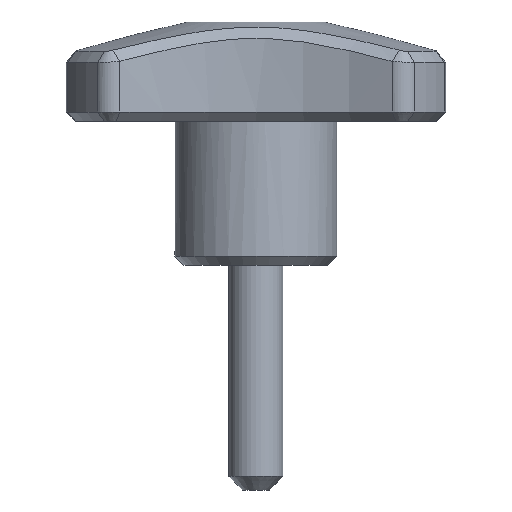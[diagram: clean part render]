
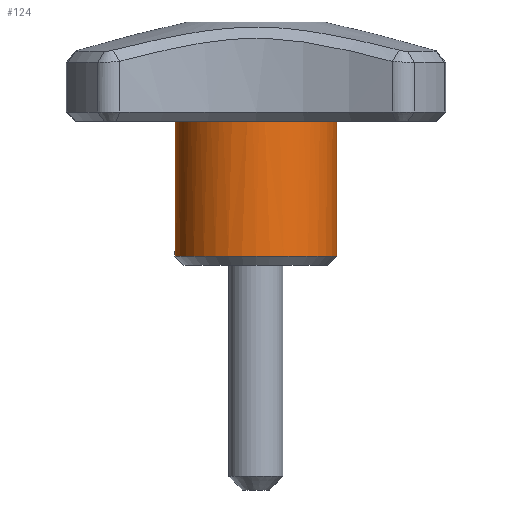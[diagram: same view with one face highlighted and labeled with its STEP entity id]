
A CAD part, front view. The second image highlights one B-rep face of the part: STEP entity #124.
In plain terms, the highlighted cylindrical face has radius 9 mm (diameter 18 mm), a full revolution.
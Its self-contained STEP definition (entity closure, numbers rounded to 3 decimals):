
#124 = ADVANCED_FACE( '', ( #286, #287 ), #288, .T. );
#286 = FACE_OUTER_BOUND( '', #504, .T. );
#287 = FACE_OUTER_BOUND( '', #505, .T. );
#288 = CYLINDRICAL_SURFACE( '', #506, 9. );
#504 = EDGE_LOOP( '', ( #891 ) );
#505 = EDGE_LOOP( '', ( #892, #893, #894, #895, #896, #897, #898, #899, #900, #901, #902, #903 ) );
#506 = AXIS2_PLACEMENT_3D( '', #904, #905, #906 );
#891 = ORIENTED_EDGE( '', *, *, #1290, .T. );
#892 = ORIENTED_EDGE( '', *, *, #1258, .F. );
#893 = ORIENTED_EDGE( '', *, *, #1291, .F. );
#894 = ORIENTED_EDGE( '', *, *, #1292, .T. );
#895 = ORIENTED_EDGE( '', *, *, #1293, .T. );
#896 = ORIENTED_EDGE( '', *, *, #1254, .F. );
#897 = ORIENTED_EDGE( '', *, *, #1294, .F. );
#898 = ORIENTED_EDGE( '', *, *, #1295, .T. );
#899 = ORIENTED_EDGE( '', *, *, #1200, .T. );
#900 = ORIENTED_EDGE( '', *, *, #1251, .F. );
#901 = ORIENTED_EDGE( '', *, *, #1296, .F. );
#902 = ORIENTED_EDGE( '', *, *, #1297, .T. );
#903 = ORIENTED_EDGE( '', *, *, #1298, .T. );
#904 = CARTESIAN_POINT( '', ( 0., 0., 57.15 ) );
#905 = DIRECTION( '', ( 0., 0., -1. ) );
#906 = DIRECTION( '', ( 1., 0., 0. ) );
#1200 = EDGE_CURVE( '', #1397, #1394, #1398, .T. );
#1251 = EDGE_CURVE( '', #1483, #1394, #1485, .T. );
#1254 = EDGE_CURVE( '', #1488, #1490, #1491, .T. );
#1258 = EDGE_CURVE( '', #1496, #1498, #1499, .T. );
#1290 = EDGE_CURVE( '', #1543, #1543, #1544, .T. );
#1291 = EDGE_CURVE( '', #1545, #1496, #1546, .T. );
#1292 = EDGE_CURVE( '', #1545, #1547, #1548, .T. );
#1293 = EDGE_CURVE( '', #1547, #1490, #1549, .T. );
#1294 = EDGE_CURVE( '', #1550, #1488, #1551, .T. );
#1295 = EDGE_CURVE( '', #1550, #1397, #1552, .T. );
#1296 = EDGE_CURVE( '', #1553, #1483, #1554, .T. );
#1297 = EDGE_CURVE( '', #1553, #1555, #1556, .T. );
#1298 = EDGE_CURVE( '', #1555, #1498, #1557, .T. );
#1394 = VERTEX_POINT( '', #1684 );
#1397 = VERTEX_POINT( '', #1687 );
#1398 = LINE( '', #1688, #1689 );
#1483 = VERTEX_POINT( '', #1962 );
#1485 = CIRCLE( '', #1964, 9. );
#1488 = VERTEX_POINT( '', #1967 );
#1490 = VERTEX_POINT( '', #1969 );
#1491 = CIRCLE( '', #1970, 9. );
#1496 = VERTEX_POINT( '', #1975 );
#1498 = VERTEX_POINT( '', #1977 );
#1499 = CIRCLE( '', #1978, 9. );
#1543 = VERTEX_POINT( '', #2075 );
#1544 = CIRCLE( '', #2076, 9. );
#1545 = VERTEX_POINT( '', #2077 );
#1546 = LINE( '', #2078, #2079 );
#1547 = VERTEX_POINT( '', #2080 );
#1548 = CIRCLE( '', #2081, 9. );
#1549 = LINE( '', #2082, #2083 );
#1550 = VERTEX_POINT( '', #2084 );
#1551 = LINE( '', #2085, #2086 );
#1552 = CIRCLE( '', #2087, 9. );
#1553 = VERTEX_POINT( '', #2088 );
#1554 = LINE( '', #2089, #2090 );
#1555 = VERTEX_POINT( '', #2091 );
#1556 = CIRCLE( '', #2092, 9. );
#1557 = LINE( '', #2093, #2094 );
#1684 = CARTESIAN_POINT( '', ( 0.998, -8.944, 16. ) );
#1687 = CARTESIAN_POINT( '', ( 0.998, -8.944, 23. ) );
#1688 = CARTESIAN_POINT( '', ( 0.998, -8.944, 23. ) );
#1689 = VECTOR( '', #2363, 1000. );
#1962 = CARTESIAN_POINT( '', ( -0.998, -8.944, 16. ) );
#1964 = AXIS2_PLACEMENT_3D( '', #2436, #2437, #2438 );
#1967 = CARTESIAN_POINT( '', ( 8.245, 3.608, 16. ) );
#1969 = CARTESIAN_POINT( '', ( 7.247, 5.337, 16. ) );
#1970 = AXIS2_PLACEMENT_3D( '', #2445, #2446, #2447 );
#1975 = CARTESIAN_POINT( '', ( -7.247, 5.337, 16. ) );
#1977 = CARTESIAN_POINT( '', ( -8.245, 3.608, 16. ) );
#1978 = AXIS2_PLACEMENT_3D( '', #2457, #2458, #2459 );
#2075 = CARTESIAN_POINT( '', ( 9., 0., 1. ) );
#2076 = AXIS2_PLACEMENT_3D( '', #2497, #2498, #2499 );
#2077 = CARTESIAN_POINT( '', ( -7.247, 5.337, 23. ) );
#2078 = CARTESIAN_POINT( '', ( -7.247, 5.337, 23. ) );
#2079 = VECTOR( '', #2500, 1000. );
#2080 = CARTESIAN_POINT( '', ( 7.247, 5.337, 23. ) );
#2081 = AXIS2_PLACEMENT_3D( '', #2501, #2502, #2503 );
#2082 = CARTESIAN_POINT( '', ( 7.247, 5.337, 23. ) );
#2083 = VECTOR( '', #2504, 1000. );
#2084 = CARTESIAN_POINT( '', ( 8.245, 3.608, 23. ) );
#2085 = CARTESIAN_POINT( '', ( 8.245, 3.608, 23. ) );
#2086 = VECTOR( '', #2505, 1000. );
#2087 = AXIS2_PLACEMENT_3D( '', #2506, #2507, #2508 );
#2088 = CARTESIAN_POINT( '', ( -0.998, -8.944, 23. ) );
#2089 = CARTESIAN_POINT( '', ( -0.998, -8.944, 23. ) );
#2090 = VECTOR( '', #2509, 1000. );
#2091 = CARTESIAN_POINT( '', ( -8.245, 3.608, 23. ) );
#2092 = AXIS2_PLACEMENT_3D( '', #2510, #2511, #2512 );
#2093 = CARTESIAN_POINT( '', ( -8.245, 3.608, 23. ) );
#2094 = VECTOR( '', #2513, 1000. );
#2363 = DIRECTION( '', ( 0., 0., -1. ) );
#2436 = CARTESIAN_POINT( '', ( 0., 0., 16. ) );
#2437 = DIRECTION( '', ( 0., 0., 1. ) );
#2438 = DIRECTION( '', ( 1., 0., 0. ) );
#2445 = CARTESIAN_POINT( '', ( 0., 0., 16. ) );
#2446 = DIRECTION( '', ( 0., 0., 1. ) );
#2447 = DIRECTION( '', ( 1., 0., 0. ) );
#2457 = CARTESIAN_POINT( '', ( 0., 0., 16. ) );
#2458 = DIRECTION( '', ( 0., 0., 1. ) );
#2459 = DIRECTION( '', ( 1., 0., 0. ) );
#2497 = CARTESIAN_POINT( '', ( 0., 0., 1. ) );
#2498 = DIRECTION( '', ( 0., 0., 1. ) );
#2499 = DIRECTION( '', ( 1., 0., 0. ) );
#2500 = DIRECTION( '', ( 0., 0., -1. ) );
#2501 = CARTESIAN_POINT( '', ( 0., 0., 23. ) );
#2502 = DIRECTION( '', ( 0., 0., -1. ) );
#2503 = DIRECTION( '', ( 0., -1., 0. ) );
#2504 = DIRECTION( '', ( 0., 0., -1. ) );
#2505 = DIRECTION( '', ( 0., 0., -1. ) );
#2506 = CARTESIAN_POINT( '', ( 0., 0., 23. ) );
#2507 = DIRECTION( '', ( 0., 0., -1. ) );
#2508 = DIRECTION( '', ( 0., 1., 0. ) );
#2509 = DIRECTION( '', ( 0., 0., -1. ) );
#2510 = CARTESIAN_POINT( '', ( 0., 0., 23. ) );
#2511 = DIRECTION( '', ( 0., 0., -1. ) );
#2512 = DIRECTION( '', ( 0., 1., 0. ) );
#2513 = DIRECTION( '', ( 0., 0., -1. ) );
